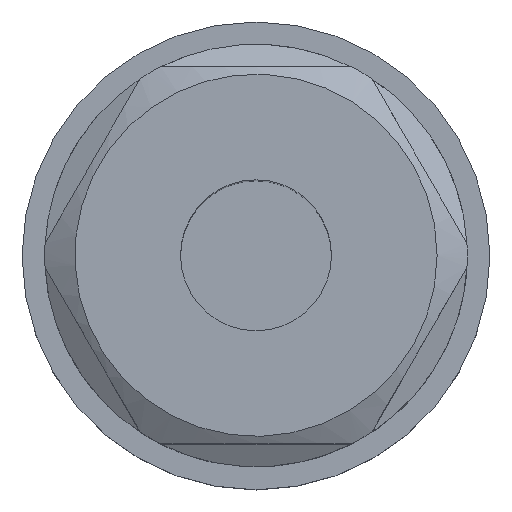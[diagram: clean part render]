
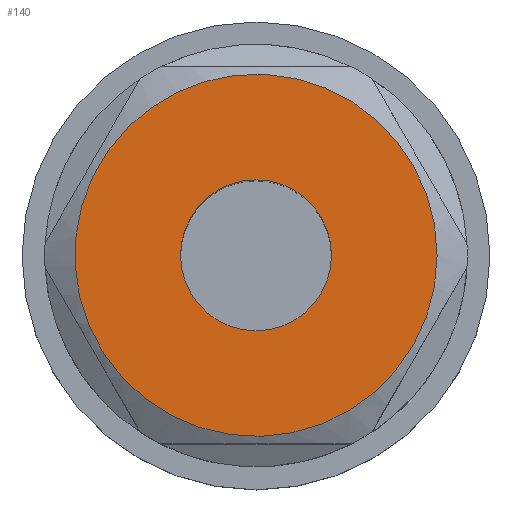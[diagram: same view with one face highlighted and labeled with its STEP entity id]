
A CAD part, top view. The second image highlights one B-rep face of the part: STEP entity #140.
In plain terms, the highlighted planar face has unit normal (0, 0, 1).
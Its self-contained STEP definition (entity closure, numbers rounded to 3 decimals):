
#117=FACE_BOUND('',#212,.T.);
#118=FACE_BOUND('',#213,.T.);
#140=ADVANCED_FACE('',(#117,#118),#163,.T.);
#163=PLANE('',#473);
#212=EDGE_LOOP('',(#256));
#213=EDGE_LOOP('',(#257));
#256=ORIENTED_EDGE('',*,*,#387,.T.);
#257=ORIENTED_EDGE('',*,*,#388,.T.);
#348=VERTEX_POINT('',#670);
#349=VERTEX_POINT('',#673);
#387=EDGE_CURVE('',#348,#348,#438,.T.);
#388=EDGE_CURVE('',#349,#349,#439,.T.);
#438=CIRCLE('',#470,5.);
#439=CIRCLE('',#472,12.);
#470=AXIS2_PLACEMENT_3D('',#669,#548,#549);
#472=AXIS2_PLACEMENT_3D('',#672,#552,#553);
#473=AXIS2_PLACEMENT_3D('',#674,#554,#555);
#548=DIRECTION('',(0.,0.,-1.));
#549=DIRECTION('',(-1.,0.,0.));
#552=DIRECTION('',(0.,0.,1.));
#553=DIRECTION('',(1.,0.,0.));
#554=DIRECTION('',(0.,0.,1.));
#555=DIRECTION('',(1.,0.,0.));
#669=CARTESIAN_POINT('',(0.,0.,30.));
#670=CARTESIAN_POINT('',(-5.,0.,30.));
#672=CARTESIAN_POINT('',(0.,0.,30.));
#673=CARTESIAN_POINT('',(12.,0.,30.));
#674=CARTESIAN_POINT('',(0.,0.,30.));
